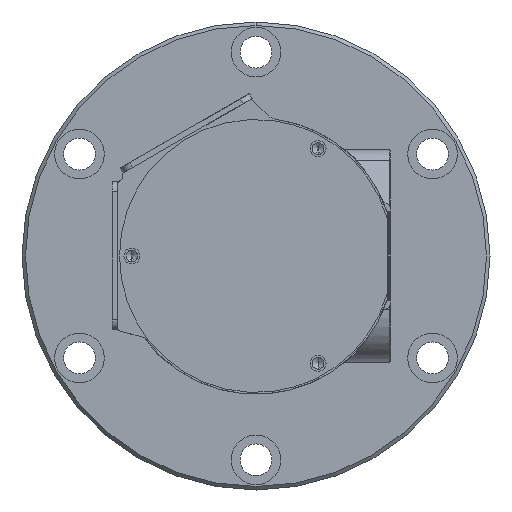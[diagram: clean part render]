
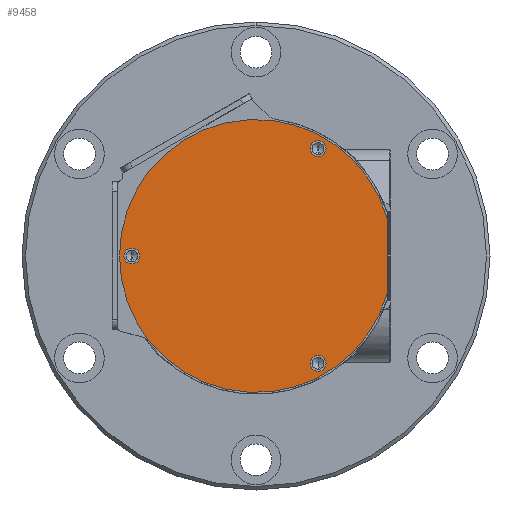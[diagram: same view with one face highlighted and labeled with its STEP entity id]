
A CAD part, left-side view. The second image highlights one B-rep face of the part: STEP entity #9458.
In plain terms, the highlighted face is planar.
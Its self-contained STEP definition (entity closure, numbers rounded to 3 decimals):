
#63 = DIRECTION ( 'NONE',  ( 0., 0., 1. ) ) ;
#168 = VERTEX_POINT ( 'NONE', #6004 ) ;
#271 = AXIS2_PLACEMENT_3D ( 'NONE', #636, #9446, #1896 ) ;
#540 = VERTEX_POINT ( 'NONE', #9486 ) ;
#636 = CARTESIAN_POINT ( 'NONE',  ( 0., 0., 0. ) ) ;
#660 = PLANE ( 'NONE',  #8694 ) ;
#837 = DIRECTION ( 'NONE',  ( 0., 0., 1. ) ) ;
#942 = CARTESIAN_POINT ( 'NONE',  ( 0., 0., -35. ) ) ;
#1064 = AXIS2_PLACEMENT_3D ( 'NONE', #15928, #8406, #837 ) ;
#1109 = VECTOR ( 'NONE', #15225, 1000. ) ;
#1319 = DIRECTION ( 'NONE',  ( 0., 1., 0. ) ) ;
#1444 = AXIS2_PLACEMENT_3D ( 'NONE', #2109, #10903, #3365 ) ;
#1896 = DIRECTION ( 'NONE',  ( 0., 0., 1. ) ) ;
#2109 = CARTESIAN_POINT ( 'NONE',  ( 0., 0., 0. ) ) ;
#2199 = DIRECTION ( 'NONE',  ( 0., 0., 1. ) ) ;
#2615 = VERTEX_POINT ( 'NONE', #14057 ) ;
#2918 = VERTEX_POINT ( 'NONE', #3150 ) ;
#3059 = VERTEX_POINT ( 'NONE', #10657 ) ;
#3150 = CARTESIAN_POINT ( 'NONE',  ( 10.642, 0., 37. ) ) ;
#3365 = DIRECTION ( 'NONE',  ( 0., 0., 1. ) ) ;
#3837 = CIRCLE ( 'NONE', #1064, 2.25 ) ;
#4450 = ORIENTED_EDGE ( 'NONE', *, *, #11554, .T. ) ;
#4478 = DIRECTION ( 'NONE',  ( 0., 1., 0. ) ) ;
#4509 = AXIS2_PLACEMENT_3D ( 'NONE', #4555, #13349, #5833 ) ;
#4555 = CARTESIAN_POINT ( 'NONE',  ( 30.312, 0., 17.499 ) ) ;
#4629 = EDGE_CURVE ( 'NONE', #3059, #2918, #6651, .T. ) ;
#4844 = CIRCLE ( 'NONE', #13265, 2.25 ) ;
#4913 = VERTEX_POINT ( 'NONE', #10852 ) ;
#5453 = EDGE_CURVE ( 'NONE', #540, #4913, #3837, .T. ) ;
#5487 = ORIENTED_EDGE ( 'NONE', *, *, #8917, .T. ) ;
#5833 = DIRECTION ( 'NONE',  ( 0., 0., 1. ) ) ;
#6004 = CARTESIAN_POINT ( 'NONE',  ( 30.312, 0., 19.749 ) ) ;
#6101 = EDGE_LOOP ( 'NONE', ( #11882, #7826 ) ) ;
#6651 = LINE ( 'NONE', #13964, #1109 ) ;
#7268 = CARTESIAN_POINT ( 'NONE',  ( 0., 0., -35. ) ) ;
#7348 = CARTESIAN_POINT ( 'NONE',  ( 0., 0., -32.75 ) ) ;
#7548 = EDGE_CURVE ( 'NONE', #11028, #12104, #9140, .T. ) ;
#7623 = DIRECTION ( 'NONE',  ( 0., 1., 0. ) ) ;
#7760 = VERTEX_POINT ( 'NONE', #12613 ) ;
#7826 = ORIENTED_EDGE ( 'NONE', *, *, #5453, .T. ) ;
#8307 = FACE_OUTER_BOUND ( 'NONE', #9882, .T. ) ;
#8406 = DIRECTION ( 'NONE',  ( 0., 1., 0. ) ) ;
#8524 = DIRECTION ( 'NONE',  ( 0., 0., 1. ) ) ;
#8694 = AXIS2_PLACEMENT_3D ( 'NONE', #11995, #4478, #13259 ) ;
#8878 = CARTESIAN_POINT ( 'NONE',  ( 30.312, 0., 17.499 ) ) ;
#8917 = EDGE_CURVE ( 'NONE', #12104, #11028, #10070, .T. ) ;
#9140 = CIRCLE ( 'NONE', #14060, 2.25 ) ;
#9435 = CARTESIAN_POINT ( 'NONE',  ( 0., 0., -37.25 ) ) ;
#9446 = DIRECTION ( 'NONE',  ( 0., 1., 0. ) ) ;
#9458 = ADVANCED_FACE ( 'NONE', ( #14983, #8307, #12038, #15379 ), #660, .F. ) ;
#9486 = CARTESIAN_POINT ( 'NONE',  ( -30.309, 0., 19.751 ) ) ;
#9753 = DIRECTION ( 'NONE',  ( 0., 1., 0. ) ) ;
#9782 = AXIS2_PLACEMENT_3D ( 'NONE', #8878, #1319, #10134 ) ;
#9882 = EDGE_LOOP ( 'NONE', ( #10176, #12365, #15182 ) ) ;
#10070 = CIRCLE ( 'NONE', #11002, 2.25 ) ;
#10134 = DIRECTION ( 'NONE',  ( 0., 0., 1. ) ) ;
#10176 = ORIENTED_EDGE ( 'NONE', *, *, #11468, .F. ) ;
#10524 = CIRCLE ( 'NONE', #1444, 38.5 ) ;
#10657 = CARTESIAN_POINT ( 'NONE',  ( -10.642, 0., 37. ) ) ;
#10852 = CARTESIAN_POINT ( 'NONE',  ( -30.309, 0., 15.251 ) ) ;
#10903 = DIRECTION ( 'NONE',  ( 0., 1., 0. ) ) ;
#11002 = AXIS2_PLACEMENT_3D ( 'NONE', #7268, #16053, #8524 ) ;
#11028 = VERTEX_POINT ( 'NONE', #9435 ) ;
#11468 = EDGE_CURVE ( 'NONE', #2918, #7760, #14557, .T. ) ;
#11554 = EDGE_CURVE ( 'NONE', #168, #2615, #13762, .T. ) ;
#11740 = ORIENTED_EDGE ( 'NONE', *, *, #12227, .T. ) ;
#11882 = ORIENTED_EDGE ( 'NONE', *, *, #13638, .T. ) ;
#11995 = CARTESIAN_POINT ( 'NONE',  ( 0., 0., 0. ) ) ;
#12038 = FACE_BOUND ( 'NONE', #12658, .T. ) ;
#12104 = VERTEX_POINT ( 'NONE', #7348 ) ;
#12227 = EDGE_CURVE ( 'NONE', #2615, #168, #12963, .T. ) ;
#12365 = ORIENTED_EDGE ( 'NONE', *, *, #4629, .F. ) ;
#12613 = CARTESIAN_POINT ( 'NONE',  ( 0., 0., -38.5 ) ) ;
#12658 = EDGE_LOOP ( 'NONE', ( #15022, #5487 ) ) ;
#12963 = CIRCLE ( 'NONE', #9782, 2.25 ) ;
#13259 = DIRECTION ( 'NONE',  ( 0., 0., 1. ) ) ;
#13265 = AXIS2_PLACEMENT_3D ( 'NONE', #15141, #7623, #63 ) ;
#13349 = DIRECTION ( 'NONE',  ( 0., 1., 0. ) ) ;
#13466 = EDGE_CURVE ( 'NONE', #7760, #3059, #10524, .T. ) ;
#13638 = EDGE_CURVE ( 'NONE', #4913, #540, #4844, .T. ) ;
#13762 = CIRCLE ( 'NONE', #4509, 2.25 ) ;
#13964 = CARTESIAN_POINT ( 'NONE',  ( -10.642, 0., 37. ) ) ;
#14057 = CARTESIAN_POINT ( 'NONE',  ( 30.312, 0., 15.249 ) ) ;
#14060 = AXIS2_PLACEMENT_3D ( 'NONE', #942, #9753, #2199 ) ;
#14173 = EDGE_LOOP ( 'NONE', ( #11740, #4450 ) ) ;
#14557 = CIRCLE ( 'NONE', #271, 38.5 ) ;
#14983 = FACE_BOUND ( 'NONE', #14173, .T. ) ;
#15022 = ORIENTED_EDGE ( 'NONE', *, *, #7548, .T. ) ;
#15141 = CARTESIAN_POINT ( 'NONE',  ( -30.309, 0., 17.501 ) ) ;
#15182 = ORIENTED_EDGE ( 'NONE', *, *, #13466, .F. ) ;
#15225 = DIRECTION ( 'NONE',  ( 1., 0., 0. ) ) ;
#15379 = FACE_BOUND ( 'NONE', #6101, .T. ) ;
#15928 = CARTESIAN_POINT ( 'NONE',  ( -30.309, 0., 17.501 ) ) ;
#16053 = DIRECTION ( 'NONE',  ( 0., 1., 0. ) ) ;
